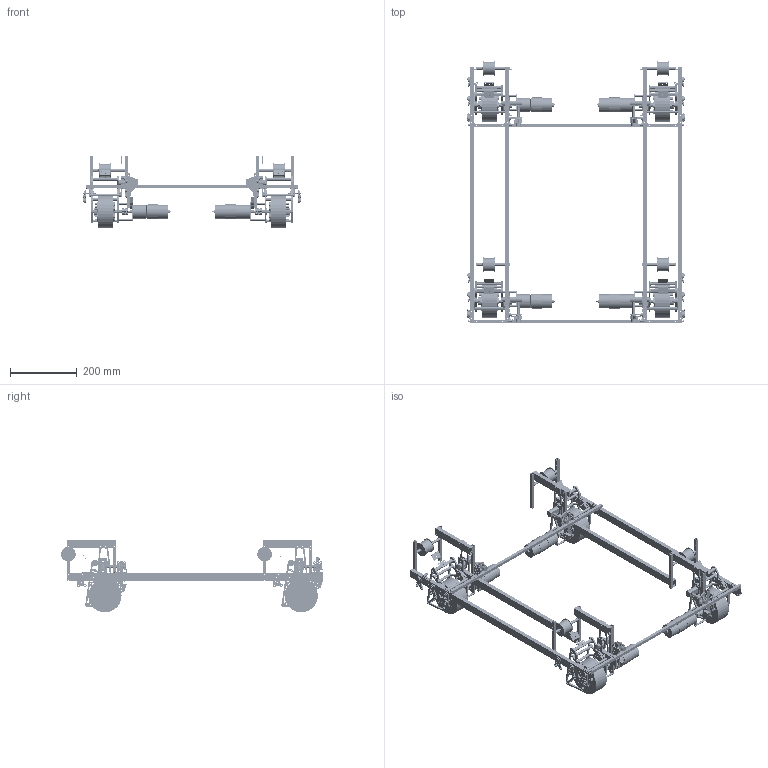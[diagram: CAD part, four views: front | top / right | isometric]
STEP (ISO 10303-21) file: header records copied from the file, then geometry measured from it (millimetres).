
FILE_DESCRIPTION(/* description */ ('Unknown'),/* implementation_level */ '2;1');
FILE_NAME(/* name */ '90_MEC3',/* time_stamp */ '2023-06-10T02:07:44+09:00',/* author */ ('Unknown'),/* organization */ ('Unknown'),/* preprocessor_version */ 'ST-DEVELOPER v18.1',/* originating_system */ 'Solid Edge',/* authorisation */ 'Unknown');
FILE_SCHEMA (('AUTOMOTIVE_DESIGN {1 0 10303 214 3 1 1}'));
Length unit declared in the file: millimetre
Products named in the file (68): 90_MEC; mota_2; 25kk_1; 25kk_2; T5_suraida; Pr_lack; 9kk_suraida; 6_10F; POM_suraido; Jk8_dornob; Jk6_suraida; Pr_gear; 8_12; T3_roller; T5_roller; 5_10; 定荷重ば0; Jk8_teikajyu; T5_kyapp; T3_suraido; T3_doanobu; 9kk_mota; T3_roller2; ドア1; T3_doanobu2; 25kk_ue; Ji8_sutoppa; printe_parts; POM_slider2; T2_neji; 8_22; POM_slider; sara_M4_25mm; Jk6_bea; Jk8_suraido; T2_kado2; 25kk_3; mota_1; メカd; T3_motor2 ...
Assembly tree (327 placements, depth 5):
  90_MEC
    mota_2
      25kk_1
      25kk_2
      T5_suraida  x2
      Pr_lack  x2
      9kk_suraida  x2
      6_10F  x8
      POM_suraido  x2
      Jk8_dornob  x4
      Jk6_suraida  x8
      Pr_gear  x2
      8_12  x8
      T3_roller  x2
      T5_roller  x2
      5_10  x12
      定荷重ば0  x2
      Jk8_teikajyu  x2
      T5_kyapp  x6
      T3_suraido  x2
      T3_doanobu  x2
      9kk_mota  x6
      T3_roller2  x4
      ドア1  x2
      T3_doanobu2  x2
      25kk_ue  x2
      Ji8_sutoppa  x2
      printe_parts  x14
      POM_slider2  x2
      T2_neji  x2
      8_22  x4
      POM_slider  x2
      sara_M4_25mm  x2
      Jk6_bea  x4
      Jk8_suraido  x2
      T2_kado2  x5
      25kk_3
    mota_1  x2
      メカd
      T3_motor2
      MABUCHI-775_2
        IG-42C24
          G2
          G1
          G3
        RS-775
      T3_motamaunt
      UA-20C-8X8
      Jk6_mota
      8_22
      Jk8_mota3
      T2_sasae
      T2_sasae2
      set_color8
      M5_55
      pp8-10_sp
      Jk6_2
      8_12
      Jk10_teikajyu
      定荷重ばね_3
Bounding box: 657 x 787.5 x 218.45 mm (x, y, z)
Volume: 3060039.2 mm3; surface area: 1506956.8 mm2
Topology: 394 solids, 394 shells, 7286 faces, 18228 edges, 12238 vertices
Faces by surface type: cylinder 4188, plane 2682, cone 208, bspline 160, torus 48
Full cylindrical faces by diameter (mm): 2.4 x16, 2.459 x168, 2.5 x48, 3 x724, 3.242 x8, 3.459 x16, 3.5 x8, 4 x136, 4.5 x16, 5 x128, 5.5 x16, 6 x60, 7 x104, 8 x136, 9 x48, 10 x68, 10.05 x32, 10.2 x4, 11.2 x8, 12 x64, 13.5 x4, 13.6 x24, 14 x8, 18 x32, 19 x32, 20 x8, 22 x32, 25 x24, 25.5 x4, 28 x4
Entity records: 56361 total; most frequent: CARTESIAN_POINT 10248, DIRECTION 9419, ORIENTED_EDGE 7434, AXIS2_PLACEMENT_3D 3971, EDGE_CURVE 3717, EDGE_LOOP 3124, FACE_BOUND 3124, VERTEX_POINT 2811
